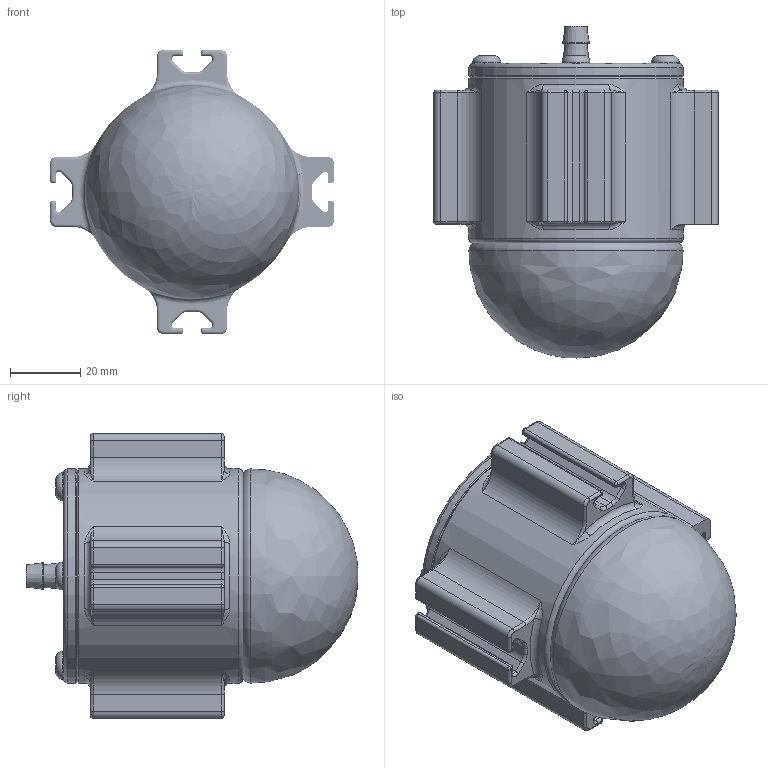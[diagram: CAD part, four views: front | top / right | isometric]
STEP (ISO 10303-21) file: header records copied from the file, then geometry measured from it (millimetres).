
FILE_DESCRIPTION(/* description */ (''),/* implementation_level */ '2;1');
FILE_NAME(/* name */ 'funnel assembly v31.step',/* time_stamp */ '2018-06-02T14:16:11-07:00',/* author */ ('Automata-Development'),/* organization */ (''),/* preprocessor_version */ 'ST-DEVELOPER v17',/* originating_system */ 'Autodesk Translation Framework v7.1.0.215',/* authorisation */ '');
FILE_SCHEMA (('AUTOMOTIVE_DESIGN { 1 0 10303 214 3 1 1 }'));
Length unit declared in the file: inch
Products named in the file (17): funnel assembly; balloon; funnel; top; Component1; funnel_1; hose barb 2; 91355K820_BRASS BARBED HOSE FITTING v1; Barb Holder; 8-32 screw; 8-32 screw_1; 8-32 screw_2; 8-32 screw_3; 90910A517; 1/2 8-32 screws; 1/2 8-32 screws_1; 90910A515
Assembly tree (20 placements, depth 4):
  funnel assembly
    balloon
    funnel
      top
        Component1
      funnel_1
      hose barb 2
        91355K820_BRASS BARBED HOSE FITTING v1
        Barb Holder
      8-32 screw
        90910A517
      8-32 screw_1
        90910A517
      8-32 screw_2
        90910A517
      8-32 screw_3
        90910A517
      1/2 8-32 screws
        90910A515
      1/2 8-32 screws_1
        90910A515
Bounding box: 80.95 x 94.48 x 80.95 mm (x, y, z)
Volume: 164954.8 mm3; surface area: 58495.3 mm2
Topology: 12 solids, 12 shells, 967 faces, 2576 edges, 1614 vertices
Faces by surface type: cylinder 591, plane 115, torus 87, bspline 87, cone 87
Full cylindrical faces by diameter (mm): 3.141 x154, 3.572 x12, 4.166 x148, 4.498 x1, 4.623 x4, 7.496 x8, 7.925 x6, 9.525 x1, 11.118 x1, 12.7 x1, 17.78 x1, 20.32 x1, 60.96 x2
Entity records: 35005 total; most frequent: CARTESIAN_POINT 19931, ORIENTED_EDGE 3144, DIRECTION 3033, EDGE_CURVE 1572, AXIS2_PLACEMENT_3D 1242, VERTEX_POINT 976, EDGE_LOOP 684, FACE_OUTER_BOUND 635
